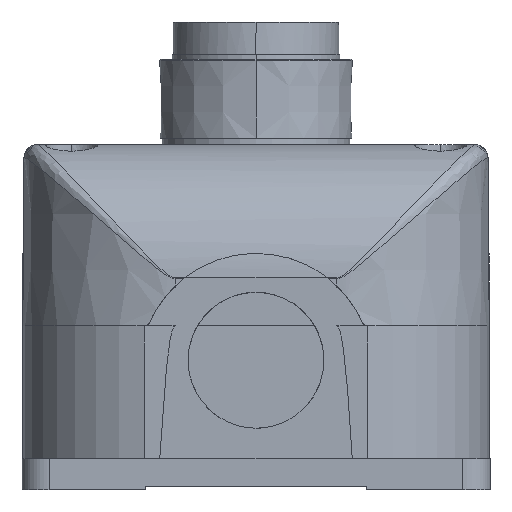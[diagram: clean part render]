
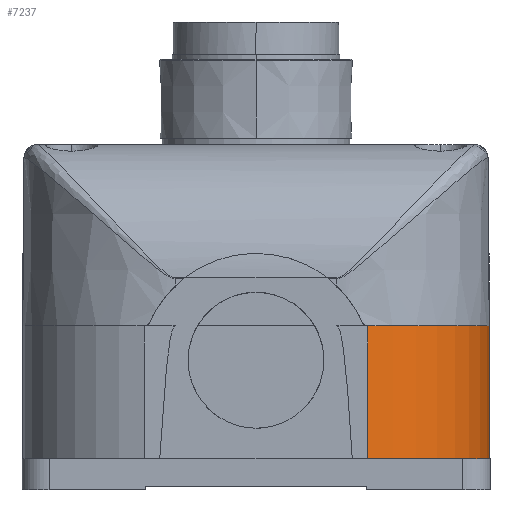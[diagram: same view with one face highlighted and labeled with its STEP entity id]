
A CAD part, left-side view. The second image highlights one B-rep face of the part: STEP entity #7237.
In plain terms, the highlighted cylindrical face has radius 23.5 mm (diameter 47 mm), a partial arc.
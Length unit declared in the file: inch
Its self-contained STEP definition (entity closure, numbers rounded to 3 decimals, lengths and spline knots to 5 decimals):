
#1391 = DIRECTION ( 'NONE',  ( -1., 0., 0. ) ) ;
#1473 = DIRECTION ( 'NONE',  ( 0., 0., -1. ) ) ;
#2320 = AXIS2_PLACEMENT_3D ( 'NONE', #12894, #17075, #1391 ) ;
#3072 = CIRCLE ( 'NONE', #15951, 0.9252 ) ;
#3176 = DIRECTION ( 'NONE',  ( 0., 0., 1. ) ) ;
#4779 = CARTESIAN_POINT ( 'NONE',  ( 0.01918, -2.10266, 0.18898 ) ) ;
#5505 = CARTESIAN_POINT ( 'NONE',  ( 0.9252, -2.84044, 0.18898 ) ) ;
#5861 = CARTESIAN_POINT ( 'NONE',  ( 0.9252, -1.91524, 0.18898 ) ) ;
#7035 = AXIS2_PLACEMENT_3D ( 'NONE', #5861, #8349, #17350 ) ;
#7237 = ADVANCED_FACE ( 'NONE', ( #29161 ), #10387, .T. ) ;
#7500 = EDGE_CURVE ( 'NONE', #15012, #11749, #12831, .T. ) ;
#8349 = DIRECTION ( 'NONE',  ( 0., 0., 1. ) ) ;
#9718 = EDGE_CURVE ( 'NONE', #23485, #15012, #21164, .T. ) ;
#9721 = LINE ( 'NONE', #5505, #13730 ) ;
#10387 = CYLINDRICAL_SURFACE ( 'NONE', #7035, 0.9252 ) ;
#10521 = VECTOR ( 'NONE', #29278, 39.37008 ) ;
#11749 = VERTEX_POINT ( 'NONE', #22654 ) ;
#12831 = LINE ( 'NONE', #22136, #10521 ) ;
#12894 = CARTESIAN_POINT ( 'NONE',  ( 0.9252, -1.91524, 0.18898 ) ) ;
#13730 = VECTOR ( 'NONE', #3176, 39.37008 ) ;
#14575 = EDGE_CURVE ( 'NONE', #23485, #19349, #9721, .T. ) ;
#15012 = VERTEX_POINT ( 'NONE', #4779 ) ;
#15951 = AXIS2_PLACEMENT_3D ( 'NONE', #27700, #1473, #22589 ) ;
#16064 = ORIENTED_EDGE ( 'NONE', *, *, #9718, .F. ) ;
#16259 = CARTESIAN_POINT ( 'NONE',  ( 0.9252, -2.84044, 0.18898 ) ) ;
#17075 = DIRECTION ( 'NONE',  ( 0., 0., -1. ) ) ;
#17350 = DIRECTION ( 'NONE',  ( 1., 0., 0. ) ) ;
#18985 = ORIENTED_EDGE ( 'NONE', *, *, #14575, .T. ) ;
#19074 = ORIENTED_EDGE ( 'NONE', *, *, #30235, .T. ) ;
#19349 = VERTEX_POINT ( 'NONE', #23744 ) ;
#21164 = CIRCLE ( 'NONE', #2320, 0.9252 ) ;
#22136 = CARTESIAN_POINT ( 'NONE',  ( 0.01918, -2.10266, 0.18898 ) ) ;
#22589 = DIRECTION ( 'NONE',  ( -1., 0., 0. ) ) ;
#22654 = CARTESIAN_POINT ( 'NONE',  ( 0.01918, -2.10266, 0.99606 ) ) ;
#23485 = VERTEX_POINT ( 'NONE', #16259 ) ;
#23744 = CARTESIAN_POINT ( 'NONE',  ( 0.9252, -2.84044, 0.99606 ) ) ;
#26453 = EDGE_LOOP ( 'NONE', ( #19074, #30720, #16064, #18985 ) ) ;
#27700 = CARTESIAN_POINT ( 'NONE',  ( 0.9252, -1.91524, 0.99606 ) ) ;
#29161 = FACE_OUTER_BOUND ( 'NONE', #26453, .T. ) ;
#29278 = DIRECTION ( 'NONE',  ( 0., 0., 1. ) ) ;
#30235 = EDGE_CURVE ( 'NONE', #19349, #11749, #3072, .T. ) ;
#30720 = ORIENTED_EDGE ( 'NONE', *, *, #7500, .F. ) ;
